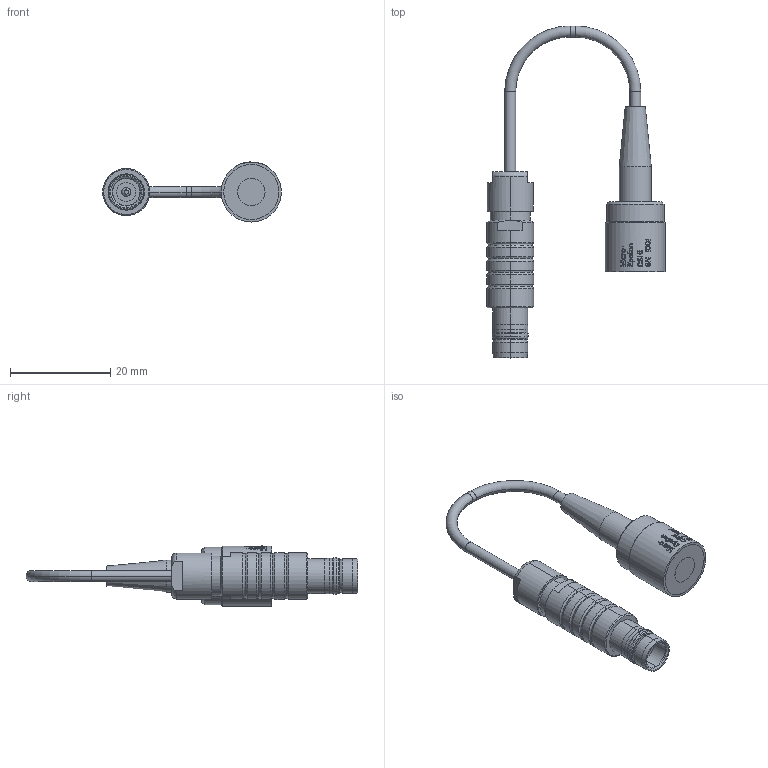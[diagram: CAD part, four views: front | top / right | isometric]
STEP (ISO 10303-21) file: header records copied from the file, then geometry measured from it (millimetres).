
FILE_DESCRIPTION((''),'2;1');
FILE_NAME('6610088-A_ASM','2009-07-29T',('11000065'),(''),'PRO/ENGINEER BY PARAMETRIC TECHNOLOGY CORPORATION, 2008490','PRO/ENGINEER BY PARAMETRIC TECHNOLOGY CORPORATION, 2008490','');
FILE_SCHEMA(('AUTOMOTIVE_DESIGN { 1 2 10303 214 0 1 1 1 }'));
Length unit declared in the file: millimetre
Products named in the file (3): 6610088-A; 0323139; 6610088-A_ASM
Assembly tree (2 placements, depth 2):
  6610088-A_ASM
    6610088-A
    0323139
Bounding box: 35.7 x 66.36 x 12.01 mm (x, y, z)
Volume: 4272.5 mm3; surface area: 2791.4 mm2
Topology: 2 solids, 2 shells, 737 faces, 2004 edges, 1312 vertices
Faces by surface type: plane 603, cylinder 74, cone 32, torus 26, bspline 2
Entity records: 29865 total; most frequent: CARTESIAN_POINT 5889, ORIENTED_EDGE 4008, DIRECTION 2986, PRESENTATION_STYLE_ASSIGNMENT 2054, STYLED_ITEM 2007, CURVE_STYLE 2004, EDGE_CURVE 2004, VERTEX_POINT 1312
